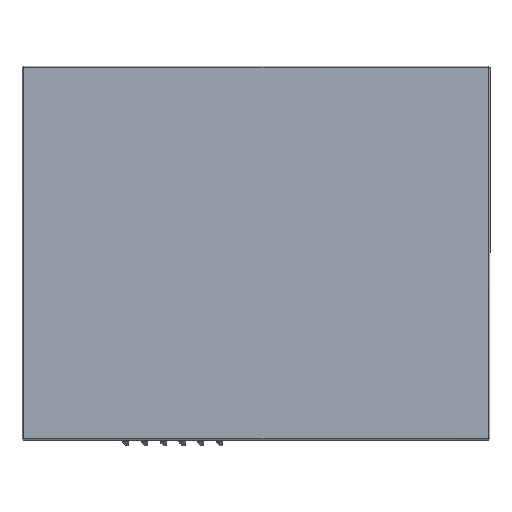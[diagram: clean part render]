
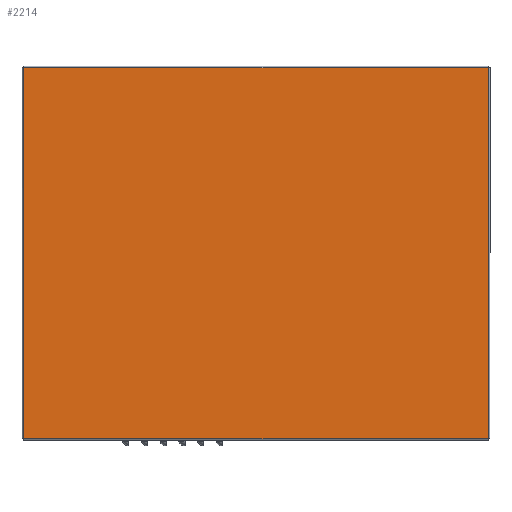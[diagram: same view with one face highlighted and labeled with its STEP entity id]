
A CAD part, left-side view. The second image highlights one B-rep face of the part: STEP entity #2214.
In plain terms, the highlighted planar face has unit normal (-1, 0, 0).
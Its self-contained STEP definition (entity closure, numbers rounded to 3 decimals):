
#31 = EDGE_CURVE ( 'NONE', #13947, #8282, #16219, .T. ) ;
#501 = CARTESIAN_POINT ( 'NONE',  ( -1., -248.4, -198.4 ) ) ;
#1289 = EDGE_LOOP ( 'NONE', ( #3501, #8086, #7288, #7111 ) ) ;
#1389 = PLANE ( 'NONE',  #11541 ) ;
#1841 = VECTOR ( 'NONE', #12766, 1000. ) ;
#2214 = ADVANCED_FACE ( 'NONE', ( #7627 ), #1389, .F. ) ;
#2317 = DIRECTION ( 'NONE',  ( 1., 0., 0. ) ) ;
#2824 = CARTESIAN_POINT ( 'NONE',  ( -1., 248.4, -198.4 ) ) ;
#3195 = LINE ( 'NONE', #12160, #8481 ) ;
#3392 = DIRECTION ( 'NONE',  ( 0., 0., -1. ) ) ;
#3501 = ORIENTED_EDGE ( 'NONE', *, *, #11634, .T. ) ;
#5365 = DIRECTION ( 'NONE',  ( 0., -1., 0. ) ) ;
#5964 = CARTESIAN_POINT ( 'NONE',  ( -1., -248.4, -198.4 ) ) ;
#6241 = CARTESIAN_POINT ( 'NONE',  ( -1., 248.4, 198.4 ) ) ;
#7111 = ORIENTED_EDGE ( 'NONE', *, *, #14876, .T. ) ;
#7288 = ORIENTED_EDGE ( 'NONE', *, *, #14386, .T. ) ;
#7500 = VERTEX_POINT ( 'NONE', #5964 ) ;
#7627 = FACE_OUTER_BOUND ( 'NONE', #1289, .T. ) ;
#8086 = ORIENTED_EDGE ( 'NONE', *, *, #31, .T. ) ;
#8282 = VERTEX_POINT ( 'NONE', #6241 ) ;
#8481 = VECTOR ( 'NONE', #14387, 1000. ) ;
#9306 = LINE ( 'NONE', #2824, #10071 ) ;
#9969 = CARTESIAN_POINT ( 'NONE',  ( -1., -248.4, 198.4 ) ) ;
#10071 = VECTOR ( 'NONE', #5365, 1000. ) ;
#10453 = VECTOR ( 'NONE', #15066, 1000. ) ;
#10464 = CARTESIAN_POINT ( 'NONE',  ( -1., -248.4, 198.4 ) ) ;
#11541 = AXIS2_PLACEMENT_3D ( 'NONE', #13594, #2317, #3392 ) ;
#11634 = EDGE_CURVE ( 'NONE', #7500, #13947, #11766, .T. ) ;
#11766 = LINE ( 'NONE', #501, #1841 ) ;
#12137 = VERTEX_POINT ( 'NONE', #12394 ) ;
#12160 = CARTESIAN_POINT ( 'NONE',  ( -1., 248.4, 198.4 ) ) ;
#12394 = CARTESIAN_POINT ( 'NONE',  ( -1., 248.4, -198.4 ) ) ;
#12766 = DIRECTION ( 'NONE',  ( 0., 0., 1. ) ) ;
#13594 = CARTESIAN_POINT ( 'NONE',  ( -1., 0., 0. ) ) ;
#13947 = VERTEX_POINT ( 'NONE', #10464 ) ;
#14386 = EDGE_CURVE ( 'NONE', #8282, #12137, #3195, .T. ) ;
#14387 = DIRECTION ( 'NONE',  ( 0., 0., -1. ) ) ;
#14876 = EDGE_CURVE ( 'NONE', #12137, #7500, #9306, .T. ) ;
#15066 = DIRECTION ( 'NONE',  ( 0., 1., 0. ) ) ;
#16219 = LINE ( 'NONE', #9969, #10453 ) ;
